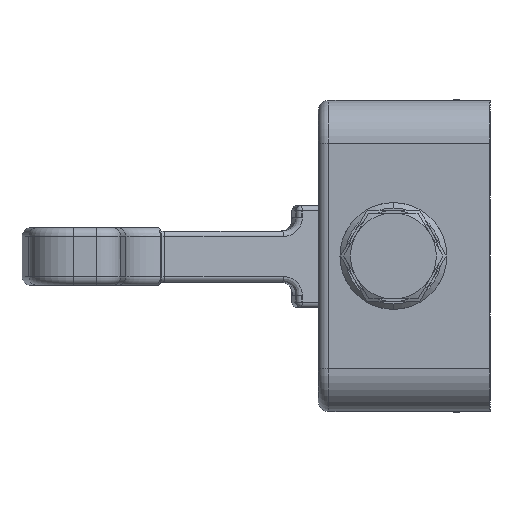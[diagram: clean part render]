
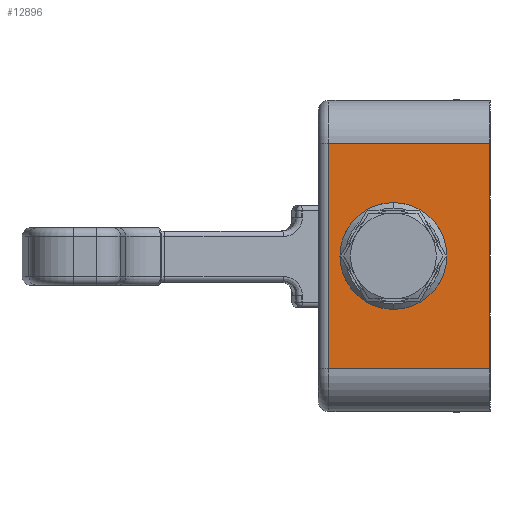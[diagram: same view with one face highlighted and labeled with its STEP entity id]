
A CAD part, left-side view. The second image highlights one B-rep face of the part: STEP entity #12896.
In plain terms, the highlighted planar face has unit normal (-1, 0, 0).
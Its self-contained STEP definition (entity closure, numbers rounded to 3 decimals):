
#780 = DIRECTION ( 'NONE',  ( 1., 0., 0. ) ) ;
#1486 = LINE ( 'NONE', #10309, #11698 ) ;
#1538 = ORIENTED_EDGE ( 'NONE', *, *, #25264, .T. ) ;
#1819 = CARTESIAN_POINT ( 'NONE',  ( -67.5, 30., 21. ) ) ;
#1847 = VERTEX_POINT ( 'NONE', #26020 ) ;
#3816 = ORIENTED_EDGE ( 'NONE', *, *, #22168, .T. ) ;
#4385 = EDGE_CURVE ( 'NONE', #14913, #10528, #22267, .T. ) ;
#5748 = PLANE ( 'NONE',  #9651 ) ;
#6612 = CARTESIAN_POINT ( 'NONE',  ( -67.5, 18., 0. ) ) ;
#6835 = CARTESIAN_POINT ( 'NONE',  ( -67.5, 0., 21. ) ) ;
#7025 = CARTESIAN_POINT ( 'NONE',  ( -67.5, 0., -29. ) ) ;
#7565 = VECTOR ( 'NONE', #22950, 1000. ) ;
#8651 = DIRECTION ( 'NONE',  ( 0., 0., -1. ) ) ;
#9651 = AXIS2_PLACEMENT_3D ( 'NONE', #25776, #11888, #25865 ) ;
#10030 = AXIS2_PLACEMENT_3D ( 'NONE', #6612, #20657, #8651 ) ;
#10309 = CARTESIAN_POINT ( 'NONE',  ( -67.5, 32., 21. ) ) ;
#10528 = VERTEX_POINT ( 'NONE', #12435 ) ;
#10851 = FACE_BOUND ( 'NONE', #16519, .T. ) ;
#11698 = VECTOR ( 'NONE', #22124, 1000. ) ;
#11888 = DIRECTION ( 'NONE',  ( 1., 0., 0. ) ) ;
#12435 = CARTESIAN_POINT ( 'NONE',  ( -67.5, 30., -21. ) ) ;
#12896 = ADVANCED_FACE ( 'NONE', ( #10851, #16204 ), #5748, .F. ) ;
#12964 = LINE ( 'NONE', #7025, #7565 ) ;
#13009 = CARTESIAN_POINT ( 'NONE',  ( -67.5, 18., 0. ) ) ;
#13994 = EDGE_LOOP ( 'NONE', ( #25496, #24550, #19971, #26096 ) ) ;
#14913 = VERTEX_POINT ( 'NONE', #1819 ) ;
#15026 = DIRECTION ( 'NONE',  ( 0., 0., -1. ) ) ;
#15304 = VERTEX_POINT ( 'NONE', #25248 ) ;
#15843 = EDGE_CURVE ( 'NONE', #18093, #17096, #12964, .T. ) ;
#16204 = FACE_OUTER_BOUND ( 'NONE', #13994, .T. ) ;
#16519 = EDGE_LOOP ( 'NONE', ( #1538, #3816 ) ) ;
#17012 = VECTOR ( 'NONE', #19680, 1000. ) ;
#17096 = VERTEX_POINT ( 'NONE', #6835 ) ;
#17599 = CARTESIAN_POINT ( 'NONE',  ( -67.5, 30., -21. ) ) ;
#18093 = VERTEX_POINT ( 'NONE', #25513 ) ;
#18119 = VECTOR ( 'NONE', #20044, 1000. ) ;
#18733 = CIRCLE ( 'NONE', #10030, 9.95 ) ;
#18750 = LINE ( 'NONE', #24060, #18119 ) ;
#19680 = DIRECTION ( 'NONE',  ( 0., 0., -1. ) ) ;
#19971 = ORIENTED_EDGE ( 'NONE', *, *, #25729, .T. ) ;
#20000 = AXIS2_PLACEMENT_3D ( 'NONE', #13009, #780, #15026 ) ;
#20044 = DIRECTION ( 'NONE',  ( 0., -1., 0. ) ) ;
#20657 = DIRECTION ( 'NONE',  ( 1., 0., 0. ) ) ;
#22124 = DIRECTION ( 'NONE',  ( 0., 1., 0. ) ) ;
#22168 = EDGE_CURVE ( 'NONE', #1847, #15304, #18733, .T. ) ;
#22267 = LINE ( 'NONE', #17599, #17012 ) ;
#22950 = DIRECTION ( 'NONE',  ( 0., 0., 1. ) ) ;
#24053 = CIRCLE ( 'NONE', #20000, 9.95 ) ;
#24060 = CARTESIAN_POINT ( 'NONE',  ( -67.5, 32., -21. ) ) ;
#24072 = EDGE_CURVE ( 'NONE', #17096, #14913, #1486, .T. ) ;
#24550 = ORIENTED_EDGE ( 'NONE', *, *, #4385, .T. ) ;
#25248 = CARTESIAN_POINT ( 'NONE',  ( -67.5, 18., -9.95 ) ) ;
#25264 = EDGE_CURVE ( 'NONE', #15304, #1847, #24053, .T. ) ;
#25496 = ORIENTED_EDGE ( 'NONE', *, *, #24072, .T. ) ;
#25513 = CARTESIAN_POINT ( 'NONE',  ( -67.5, 0., -21. ) ) ;
#25729 = EDGE_CURVE ( 'NONE', #10528, #18093, #18750, .T. ) ;
#25776 = CARTESIAN_POINT ( 'NONE',  ( -67.5, 32., -29. ) ) ;
#25865 = DIRECTION ( 'NONE',  ( 0., 0., -1. ) ) ;
#26020 = CARTESIAN_POINT ( 'NONE',  ( -67.5, 18., 9.95 ) ) ;
#26096 = ORIENTED_EDGE ( 'NONE', *, *, #15843, .T. ) ;
